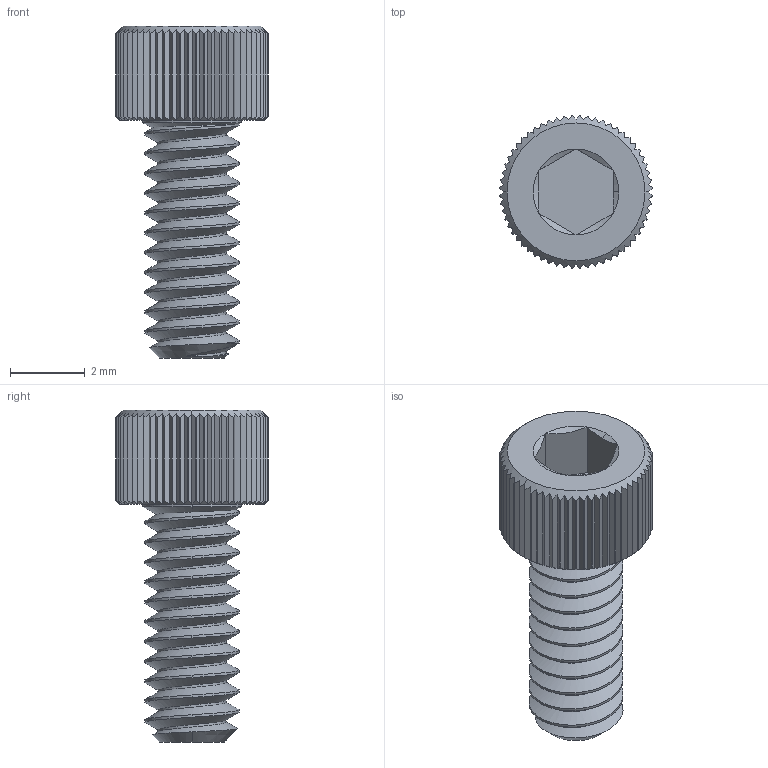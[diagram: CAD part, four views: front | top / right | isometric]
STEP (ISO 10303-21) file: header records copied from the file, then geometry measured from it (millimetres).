
FILE_DESCRIPTION (( 'STEP AP203' ), '1' );
FILE_NAME ('92196A092_18-8 Stainless Steel Socket Head Screw.STEP', '2023-02-03T19:31:28', ( 'Administrator' ), ( 'Managed by Terraform' ), 'SwSTEP 2.0', 'SolidWorks 2017', '' );
FILE_SCHEMA (( 'CONFIG_CONTROL_DESIGN' ));
Length unit declared in the file: inch
Products named in the file (1): 92196A092_18-8 Stainless Steel Socket Head Screw
Bounding box: 4.08 x 4.08 x 8.86 mm (x, y, z)
Volume: 49.9 mm3; surface area: 148.8 mm2
Topology: 1 solids, 1 shells, 292 faces, 726 edges, 438 vertices
Faces by surface type: plane 130, cylinder 86, cone 73, bspline 3
Entity records: 10345 total; most frequent: CARTESIAN_POINT 3887, ORIENTED_EDGE 1452, DIRECTION 1200, EDGE_CURVE 726, AXIS2_PLACEMENT_3D 488, VERTEX_POINT 438, EDGE_LOOP 294, ADVANCED_FACE 292
